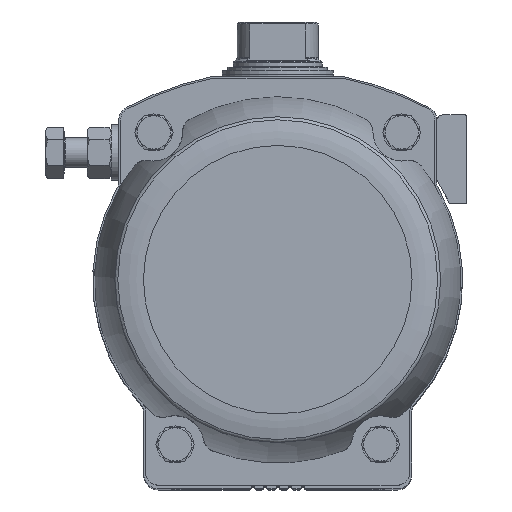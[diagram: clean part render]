
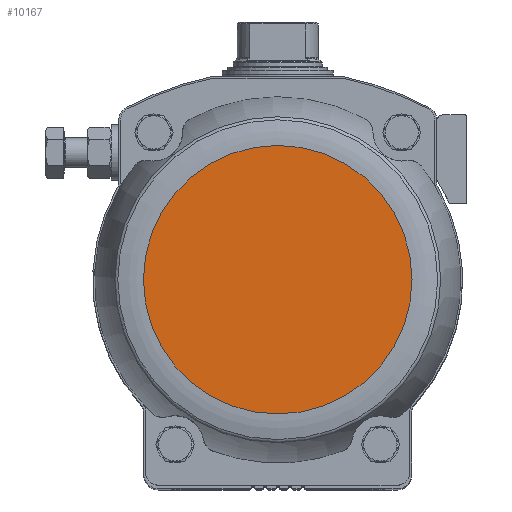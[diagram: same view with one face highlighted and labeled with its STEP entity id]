
A CAD part, top view. The second image highlights one B-rep face of the part: STEP entity #10167.
In plain terms, the highlighted planar face has unit normal (0, 0, 1).
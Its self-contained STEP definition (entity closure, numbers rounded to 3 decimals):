
#394=PLANE('',#11189);
#3543=ORIENTED_EDGE('',*,*,#5766,.T.);
#5766=EDGE_CURVE('',#7023,#7023,#7725,.T.);
#7023=VERTEX_POINT('',#17062);
#7725=CIRCLE('',#11188,72.59);
#8369=EDGE_LOOP('',(#3543));
#9240=FACE_BOUND('',#8369,.T.);
#10167=ADVANCED_FACE('',(#9240),#394,.F.);
#11188=AXIS2_PLACEMENT_3D('',#17061,#13382,#13383);
#11189=AXIS2_PLACEMENT_3D('',#17063,#13384,#13385);
#13382=DIRECTION('',(0.,0.,1.));
#13383=DIRECTION('',(1.,0.,0.));
#13384=DIRECTION('',(0.,0.,-1.));
#13385=DIRECTION('',(-1.,0.,0.));
#17061=CARTESIAN_POINT('',(0.,0.,234.8));
#17062=CARTESIAN_POINT('',(72.59,0.,234.8));
#17063=CARTESIAN_POINT('',(72.59,0.,234.8));
